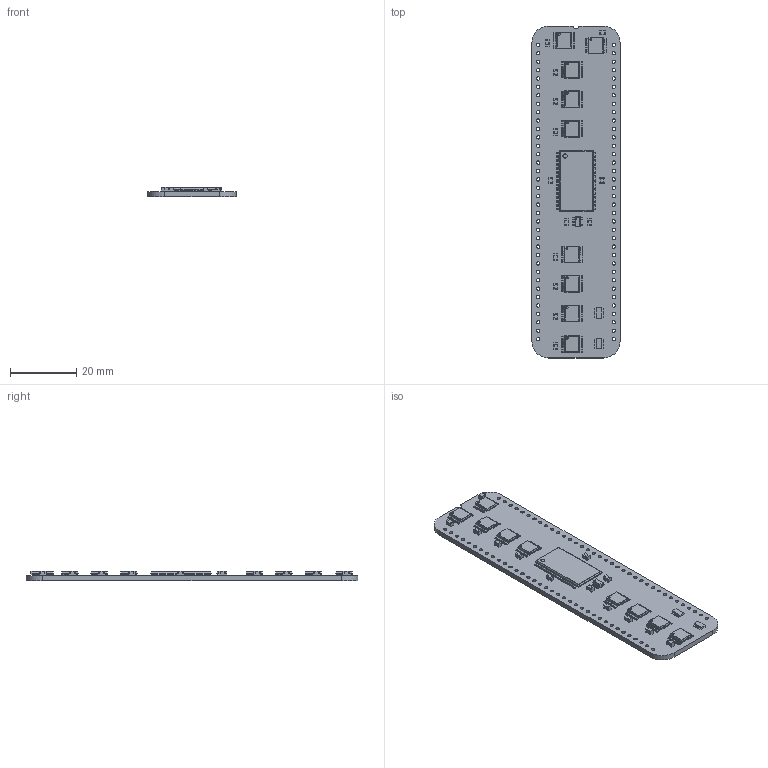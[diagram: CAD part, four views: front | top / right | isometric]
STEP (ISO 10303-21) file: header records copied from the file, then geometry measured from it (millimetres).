
FILE_DESCRIPTION(('KiCad electronic assembly'),'2;1');
FILE_NAME('Video Memory 2MBt.step','2024-08-14T13:38:58',('Pcbnew'),( 'Kicad'),'Open CASCADE STEP processor 7.8','KiCad to STEP converter' ,'Unknown');
FILE_SCHEMA(('AUTOMOTIVE_DESIGN { 1 0 10303 214 1 1 1 1 }'));
Length unit declared in the file: millimetre
Products named in the file (16): Video Memory 2MBt 1; C_0805_2012Metric; MC74VHC139DR2G; ASSEMBLY; AP7365-33WG-7; CAY16-470J4LF; 74LVC74APW,118; 74VHC165FT; IS61WV20488FBLL-10TLI; Video Memory 2MB_PCB
Assembly tree (34 placements, depth 3):
  Video Memory 2MBt 1
    C_0805_2012Metric  x13
      C_0805_2012Metric
    MC74VHC139DR2G  x6
      ASSEMBLY
    AP7365-33WG-7
      ASSEMBLY
    CAY16-470J4LF  x2
      ASSEMBLY
    74LVC74APW,118
      ASSEMBLY
    74VHC165FT  x2
      ASSEMBLY
    IS61WV20488FBLL-10TLI
      ASSEMBLY
    Video Memory 2MB_PCB
Bounding box: 26.67 x 100.33 x 2.95 mm (x, y, z)
Volume: 4604.9 mm3; surface area: 7327.5 mm2
Topology: 234 solids, 234 shells, 3303 faces, 8218 edges, 5420 vertices
Faces by surface type: plane 2398, cylinder 905
Full cylindrical faces by diameter (mm): 0.2 x1, 0.55 x9, 1 x72, 1.27 x1
Entity records: 45777 total; most frequent: CARTESIAN_POINT 7856, DIRECTION 7706, ORIENTED_EDGE 7592, EDGE_CURVE 3796, LINE 2998, VECTOR 2998, VERTEX_POINT 2504, AXIS2_PLACEMENT_3D 2354
